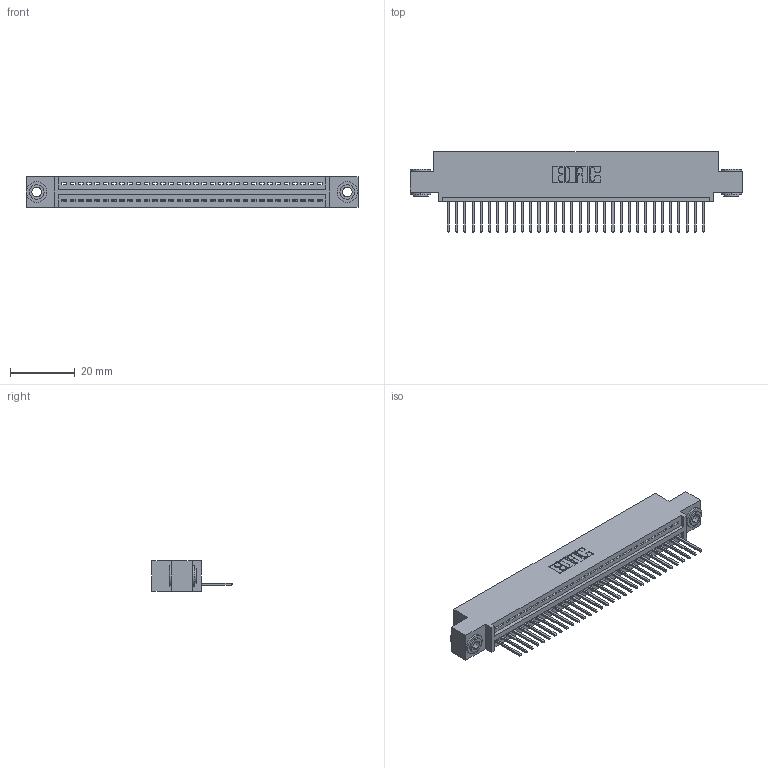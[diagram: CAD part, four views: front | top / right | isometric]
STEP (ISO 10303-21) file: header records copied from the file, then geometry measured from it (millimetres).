
FILE_DESCRIPTION (( 'STEP AP203' ), '1' );
FILE_NAME ('395-032-523-403.STEP', '2018-11-12T18:54:35', ( '' ), ( '' ), 'SwSTEP 2.0', 'SolidWorks 2016', '' );
FILE_SCHEMA (( 'CONFIG_CONTROL_DESIGN' ));
Length unit declared in the file: inch
Products named in the file (4): 345-250-002_345-250-002-102; 345 Part_0.110 Offset - 0.156 Dia-TH; 345-292-001_345-293-123; 395-032-523-403
Assembly tree (35 placements, depth 2):
  395-032-523-403
    345 Part_0.110 Offset - 0.156 Dia-TH
    345-292-001_345-293-123  x32
    345-250-002_345-250-002-102  x2
Bounding box: 102.49 x 24.82 x 9.4 mm (x, y, z)
Volume: 9586.2 mm3; surface area: 12934.6 mm2
Topology: 35 solids, 35 shells, 2024 faces, 6061 edges, 3994 vertices
Faces by surface type: plane 1374, cylinder 642, cone 8
Entity records: 26230 total; most frequent: CARTESIAN_POINT 4523, ORIENTED_EDGE 4482, DIRECTION 3995, EDGE_CURVE 2241, VECTOR 1957, LINE 1957, VERTEX_POINT 1490, AXIS2_PLACEMENT_3D 1019
